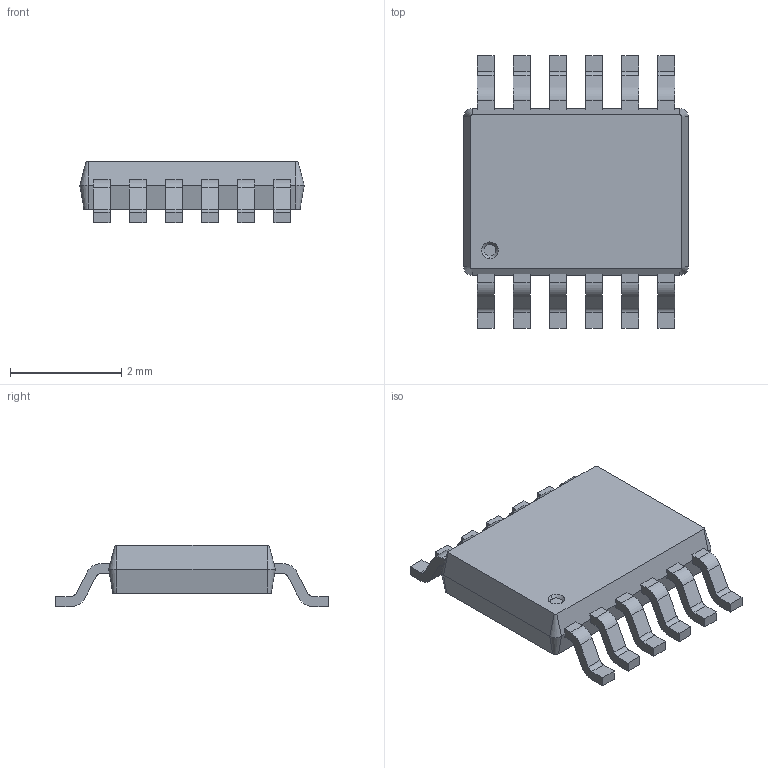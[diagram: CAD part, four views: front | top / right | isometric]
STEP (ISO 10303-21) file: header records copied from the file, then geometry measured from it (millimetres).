
FILE_DESCRIPTION(('FreeCAD Model'),'2;1');
FILE_NAME('msop-12.step','2017-08-26T13:44:24',( 'kicad StepUp'),('ksu MCAD'),'Open CASCADE STEP processor 7.1', 'FreeCAD','Unknown');
FILE_SCHEMA(('AUTOMOTIVE_DESIGN_CC2 { 1 2 10303 214 -1 1 5 4 }'));
Length unit declared in the file: millimetre
Products named in the file (2): ASSEMBLY; msop-12
Assembly tree (1 placements, depth 2):
  ASSEMBLY
    msop-12
Bounding box: 4.04 x 4.9 x 1.1 mm (x, y, z)
Volume: 10.7 mm3; surface area: 48.3 mm2
Topology: 1 solids, 1 shells, 177 faces, 514 edges, 340 vertices
Faces by surface type: plane 119, cylinder 48, cone 10
Entity records: 7087 total; most frequent: CARTESIAN_POINT 1033, ORIENTED_EDGE 1028, DIRECTION 984, EDGE_CURVE 514, LINE 402, VECTOR 402, VERTEX_POINT 340, AXIS2_PLACEMENT_3D 291
